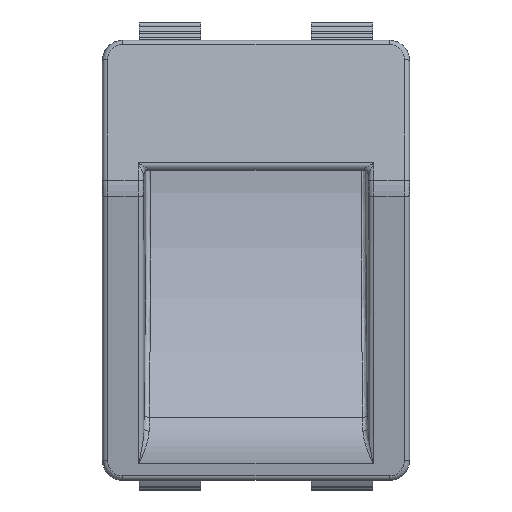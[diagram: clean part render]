
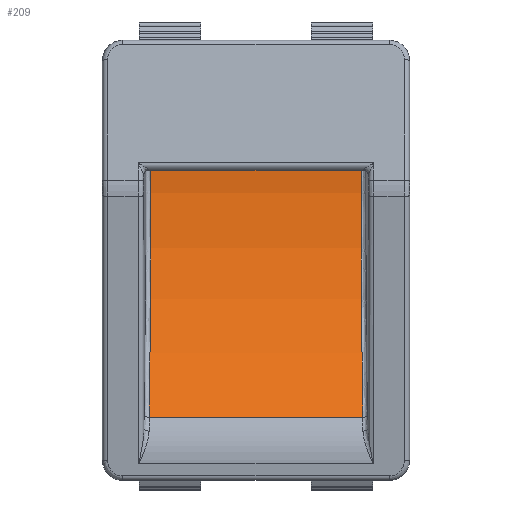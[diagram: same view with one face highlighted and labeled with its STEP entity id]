
A CAD part, front view. The second image highlights one B-rep face of the part: STEP entity #209.
In plain terms, the highlighted cylindrical face has radius 37 mm (diameter 74 mm), a partial arc.
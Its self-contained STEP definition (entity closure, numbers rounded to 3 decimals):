
#209=ADVANCED_FACE('',(#1942),#1941,.F.);
#1941=CYLINDRICAL_SURFACE('',#3689,37.);
#1942=FACE_OUTER_BOUND('',#3690,.T.);
#3686=CARTESIAN_POINT('',(-1000.,-23.495,2.302));
#3687=DIRECTION('',(-1.,0.,0.));
#3688=DIRECTION('',(0.,0.,1.));
#3689=AXIS2_PLACEMENT_3D('',#3686,#3687,#3688);
#3690=EDGE_LOOP('',(#4962,#4963,#4964,#4965));
#4962=ORIENTED_EDGE('',*,*,#5657,.F.);
#4963=ORIENTED_EDGE('',*,*,#5632,.T.);
#4964=ORIENTED_EDGE('',*,*,#5198,.T.);
#4965=ORIENTED_EDGE('',*,*,#5658,.F.);
#5198=EDGE_CURVE('',#6068,#6089,#6096,.T.);
#5632=EDGE_CURVE('',#8978,#6068,#8991,.T.);
#5657=EDGE_CURVE('',#8978,#8850,#9146,.T.);
#5658=EDGE_CURVE('',#8850,#6089,#9152,.T.);
#6068=VERTEX_POINT('',#9657);
#6089=VERTEX_POINT('',#9703);
#6096=LINE('',#9707,#9708);
#8850=VERTEX_POINT('',#11400);
#8978=VERTEX_POINT('',#11485);
#8991=(BOUNDED_CURVE() B_SPLINE_CURVE(2,(#11494,#11495,#11496),.UNSPECIFIED.,.F.,.F.) B_SPLINE_CURVE_WITH_KNOTS((3,3),(-0.073,0.721),.UNSPECIFIED.) CURVE() GEOMETRIC_REPRESENTATION_ITEM() RATIONAL_B_SPLINE_CURVE((1.,0.922,1.)) REPRESENTATION_ITEM('') );
#9146=LINE('',#11599,#11600);
#9152=(BOUNDED_CURVE() B_SPLINE_CURVE(2,(#11602,#11603,#11604),.UNSPECIFIED.,.F.,.F.) B_SPLINE_CURVE_WITH_KNOTS((3,3),(-0.073,0.721),.UNSPECIFIED.) CURVE() GEOMETRIC_REPRESENTATION_ITEM() RATIONAL_B_SPLINE_CURVE((1.,0.922,1.)) REPRESENTATION_ITEM('') );
#9657=CARTESIAN_POINT('',(-10.432,4.294,-22.126));
#9703=CARTESIAN_POINT('',(10.432,4.294,-22.126));
#9707=CARTESIAN_POINT('',(-10.432,4.294,-22.126));
#9708=VECTOR('',#9709,20.863);
#9709=DIRECTION('',(1.,0.,0.));
#11400=CARTESIAN_POINT('',(10.275,13.405,5.016));
#11485=CARTESIAN_POINT('',(-10.275,13.405,5.016));
#11494=CARTESIAN_POINT('',(-10.275,13.405,5.016));
#11495=CARTESIAN_POINT('',(-10.255,14.544,-10.466));
#11496=CARTESIAN_POINT('',(-10.432,4.294,-22.126));
#11599=CARTESIAN_POINT('',(-10.275,13.405,5.016));
#11600=VECTOR('',#11601,20.549);
#11601=DIRECTION('',(1.,0.,0.));
#11602=CARTESIAN_POINT('',(10.275,13.405,5.016));
#11603=CARTESIAN_POINT('',(10.255,14.544,-10.466));
#11604=CARTESIAN_POINT('',(10.432,4.294,-22.126));
